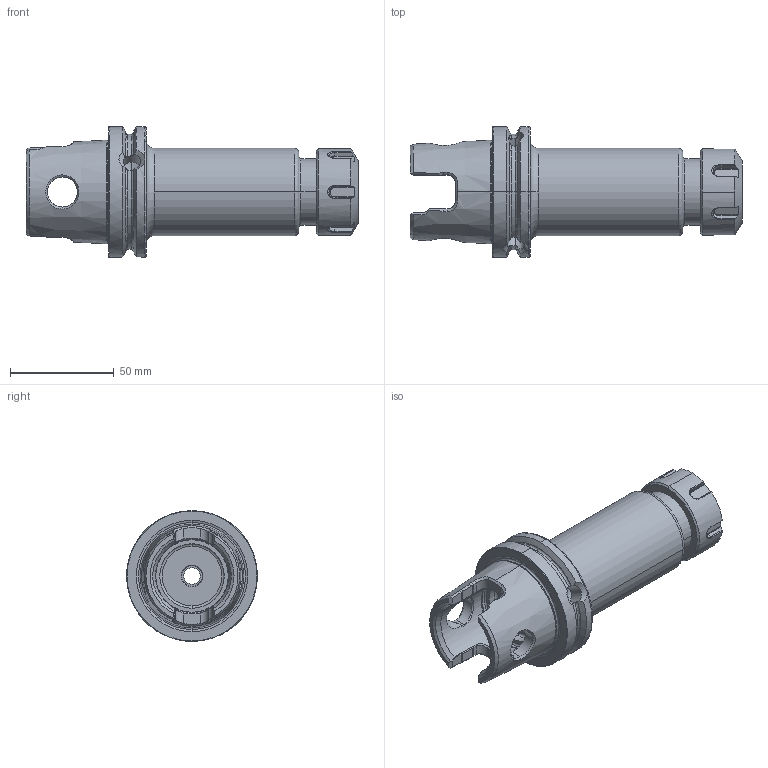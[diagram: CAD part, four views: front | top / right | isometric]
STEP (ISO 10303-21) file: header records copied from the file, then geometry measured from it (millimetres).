
FILE_DESCRIPTION (( 'STEP AP203' ), '1' );
FILE_NAME ('KY6.E25.K01.120.STEP', '2018-02-16T13:02:06', ( 'SWIAdmin' ), ( 'Hewlett-Packard Company' ), 'SwSTEP 2.0', 'SolidWorks 2017', '' );
FILE_SCHEMA (( 'CONFIG_CONTROL_DESIGN' ));
Length unit declared in the file: millimetre
Products named in the file (3): KY6-E25.K01.120_B; E25-ER1.001.020; KY6.E25.K01.120
Assembly tree (2 placements, depth 2):
  KY6.E25.K01.120
    KY6-E25.K01.120_B
    E25-ER1.001.020
Bounding box: 159.95 x 62.95 x 62.95 mm (x, y, z)
Volume: 185703.3 mm3; surface area: 41582.7 mm2
Topology: 2 solids, 2 shells, 325 faces, 816 edges, 496 vertices
Faces by surface type: plane 96, cone 75, cylinder 68, bspline 50, torus 36
Entity records: 12878 total; most frequent: CARTESIAN_POINT 5468, ORIENTED_EDGE 1620, DIRECTION 1283, EDGE_CURVE 810, AXIS2_PLACEMENT_3D 519, VERTEX_POINT 496, EDGE_LOOP 340, B_SPLINE_CURVE_WITH_KNOTS 326
